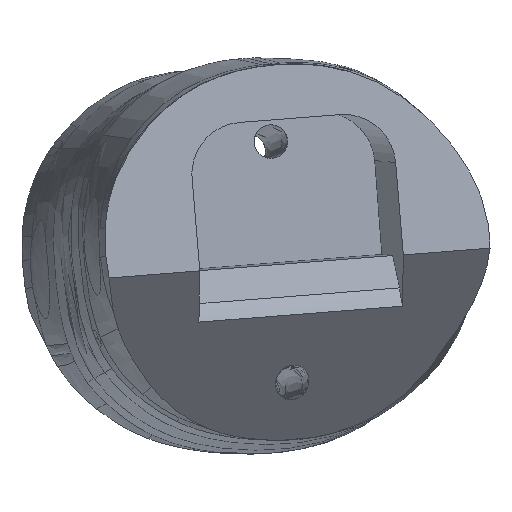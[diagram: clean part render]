
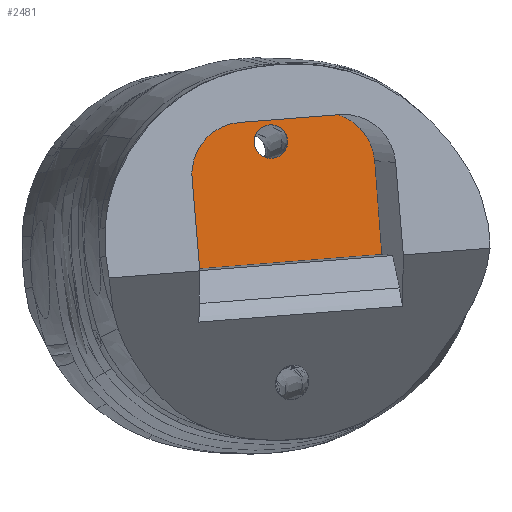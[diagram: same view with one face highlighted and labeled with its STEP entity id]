
A CAD part, top view. The second image highlights one B-rep face of the part: STEP entity #2481.
In plain terms, the highlighted planar face has unit normal (0.106, -0.012, 0.994).
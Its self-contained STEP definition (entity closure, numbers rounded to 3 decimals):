
#29=FACE_BOUND('',#288,.T.);
#51=CIRCLE('',#2627,3.1);
#52=CIRCLE('',#2630,1.);
#54=CIRCLE('',#2635,3.1);
#94=PLANE('',#2636);
#143=FACE_OUTER_BOUND('',#287,.T.);
#287=EDGE_LOOP('',(#1752,#1753,#1754,#1755,#1756,#1757));
#288=EDGE_LOOP('',(#1758));
#446=LINE('',#3702,#535);
#451=LINE('',#3716,#540);
#457=LINE('',#3736,#546);
#458=LINE('',#3737,#547);
#535=VECTOR('',#2797,10.);
#540=VECTOR('',#2810,10.);
#546=VECTOR('',#2832,10.);
#547=VECTOR('',#2833,10.);
#920=VERTEX_POINT('',#3699);
#921=VERTEX_POINT('',#3701);
#924=VERTEX_POINT('',#3709);
#926=VERTEX_POINT('',#3715);
#927=VERTEX_POINT('',#3719);
#931=VERTEX_POINT('',#3731);
#932=VERTEX_POINT('',#3735);
#1224=EDGE_CURVE('',#920,#921,#446,.F.);
#1228=EDGE_CURVE('',#924,#921,#51,.T.);
#1231=EDGE_CURVE('',#926,#924,#451,.T.);
#1233=EDGE_CURVE('',#927,#927,#52,.F.);
#1239=EDGE_CURVE('',#931,#926,#54,.T.);
#1241=EDGE_CURVE('',#932,#920,#457,.T.);
#1242=EDGE_CURVE('',#932,#931,#458,.F.);
#1752=ORIENTED_EDGE('',*,*,#1239,.T.);
#1753=ORIENTED_EDGE('',*,*,#1231,.T.);
#1754=ORIENTED_EDGE('',*,*,#1228,.T.);
#1755=ORIENTED_EDGE('',*,*,#1224,.F.);
#1756=ORIENTED_EDGE('',*,*,#1241,.F.);
#1757=ORIENTED_EDGE('',*,*,#1242,.T.);
#1758=ORIENTED_EDGE('',*,*,#1233,.F.);
#2481=ADVANCED_FACE('',(#143,#29),#94,.F.);
#2627=AXIS2_PLACEMENT_3D('',#3710,#2804,#2805);
#2630=AXIS2_PLACEMENT_3D('',#3720,#2814,#2815);
#2635=AXIS2_PLACEMENT_3D('',#3732,#2827,#2828);
#2636=AXIS2_PLACEMENT_3D('',#3734,#2830,#2831);
#2797=DIRECTION('',(0.076,-0.997,-0.02));
#2804=DIRECTION('center_axis',(0.106,-0.012,0.994));
#2805=DIRECTION('ref_axis',(-0.755,0.65,0.088));
#2810=DIRECTION('',(-0.991,-0.078,0.105));
#2814=DIRECTION('center_axis',(-0.106,0.012,-0.994));
#2815=DIRECTION('ref_axis',(0.076,-0.997,-0.02));
#2827=DIRECTION('center_axis',(0.106,-0.012,0.994));
#2828=DIRECTION('ref_axis',(0.647,0.76,-0.059));
#2830=DIRECTION('center_axis',(-0.106,0.012,-0.994));
#2831=DIRECTION('ref_axis',(0.076,-0.997,-0.02));
#2832=DIRECTION('',(-0.991,-0.078,0.105));
#2833=DIRECTION('',(0.076,-0.997,-0.02));
#3699=CARTESIAN_POINT('',(16.201,25.686,161.081));
#3701=CARTESIAN_POINT('',(15.774,31.269,161.195));
#3702=CARTESIAN_POINT('',(15.869,30.023,161.17));
#3709=CARTESIAN_POINT('',(18.612,34.601,160.935));
#3710=CARTESIAN_POINT('Origin',(18.848,31.51,160.871));
#3715=CARTESIAN_POINT('',(24.56,35.068,160.307));
#3716=CARTESIAN_POINT('',(27.535,35.302,159.993));
#3719=CARTESIAN_POINT('',(21.624,34.336,160.611));
#3720=CARTESIAN_POINT('Origin',(21.7,33.339,160.59));
#3731=CARTESIAN_POINT('',(27.87,32.219,159.919));
#3732=CARTESIAN_POINT('Origin',(24.796,31.978,160.244));
#3734=CARTESIAN_POINT('Origin',(27.542,35.202,159.991));
#3735=CARTESIAN_POINT('',(28.296,26.636,159.805));
#3736=CARTESIAN_POINT('',(28.197,26.629,159.815));
#3737=CARTESIAN_POINT('',(27.965,30.973,159.894));
